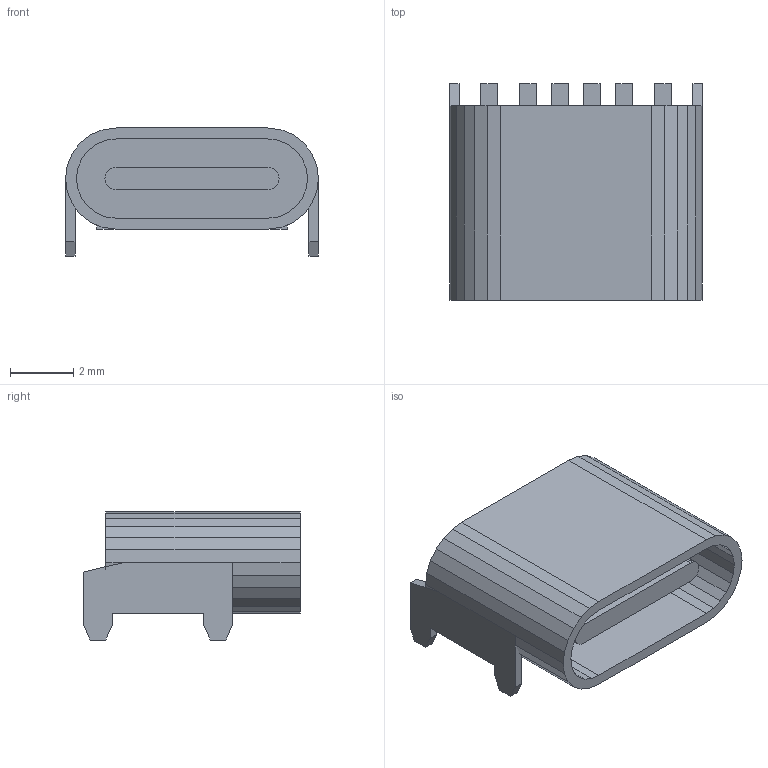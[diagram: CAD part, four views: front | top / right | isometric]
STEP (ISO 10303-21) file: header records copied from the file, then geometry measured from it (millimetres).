
FILE_DESCRIPTION(('FreeCAD Model'),'2;1');
FILE_NAME('USB-C_PD.step', '2019-12-03T20:24:57',('Author'),(''), 'Open CASCADE STEP processor 7.3','FreeCAD','Unknown');
FILE_SCHEMA(('AUTOMOTIVE_DESIGN { 1 0 10303 214 1 1 1 1 }'));
Length unit declared in the file: millimetre
Products named in the file (1): USB_C_PD002
Bounding box: 8 x 6.85 x 4.05 mm (x, y, z)
Surface area: 291.4 mm2 (no closed solid volume)
Topology: 0 solids, 7 shells, 148 faces, 388 edges, 256 vertices
Faces by surface type: plane 148
Entity records: 9555 total; most frequent: CARTESIAN_POINT 1569, DIRECTION 1462, LINE 1164, VECTOR 1164, ORIENTED_EDGE 776, PCURVE 776, DEFINITIONAL_REPRESENTATION 776, EDGE_CURVE 388
